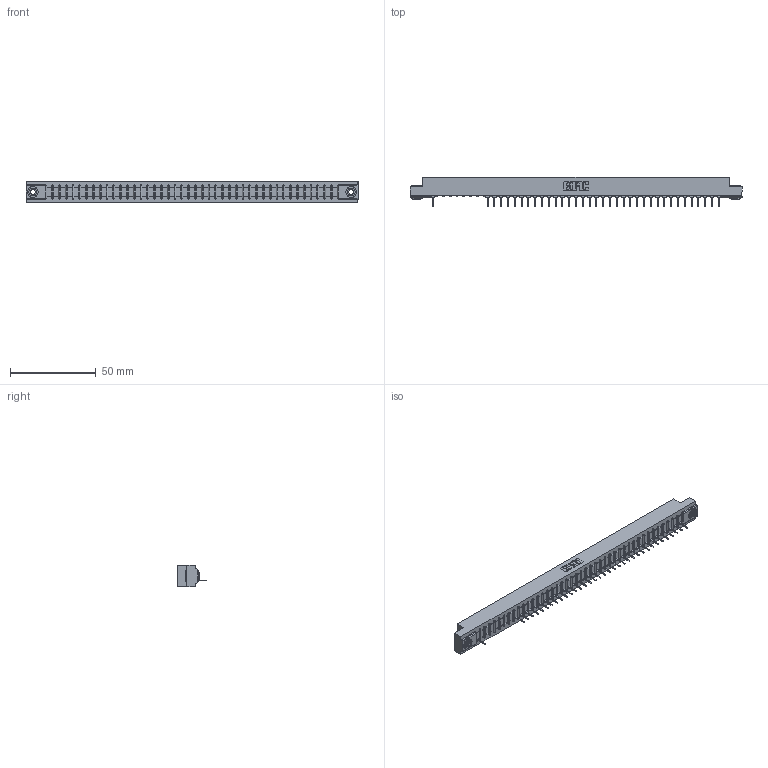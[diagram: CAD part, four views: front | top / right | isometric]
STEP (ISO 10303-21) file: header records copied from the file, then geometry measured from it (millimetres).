
FILE_DESCRIPTION (( 'STEP AP203' ), '1' );
FILE_NAME ('307-043-531-103.STEP', '2018-08-05T19:06:04', ( '' ), ( '' ), 'SwSTEP 2.0', 'SolidWorks 2016', '' );
FILE_SCHEMA (( 'CONFIG_CONTROL_DESIGN' ));
Length unit declared in the file: inch
Products named in the file (4): 307 Part_.156 Dia Mounting Holes; 307-290-001_531; 345-250-002_345-250-002-102; 307-043-531-103
Assembly tree (39 placements, depth 2):
  307-043-531-103
    307 Part_.156 Dia Mounting Holes
    307-290-001_531  x36
    345-250-002_345-250-002-102  x2
Bounding box: 193.4 x 17.42 x 12.7 mm (x, y, z)
Volume: 19916.4 mm3; surface area: 20277 mm2
Topology: 39 solids, 39 shells, 2370 faces, 6715 edges, 4306 vertices
Faces by surface type: plane 1510, cylinder 764, sphere 88, cone 8
Entity records: 37549 total; most frequent: CARTESIAN_POINT 6334, ORIENTED_EDGE 6318, DIRECTION 6167, EDGE_CURVE 3159, LINE 2417, VECTOR 2417, VERTEX_POINT 2042, AXIS2_PLACEMENT_3D 1875
